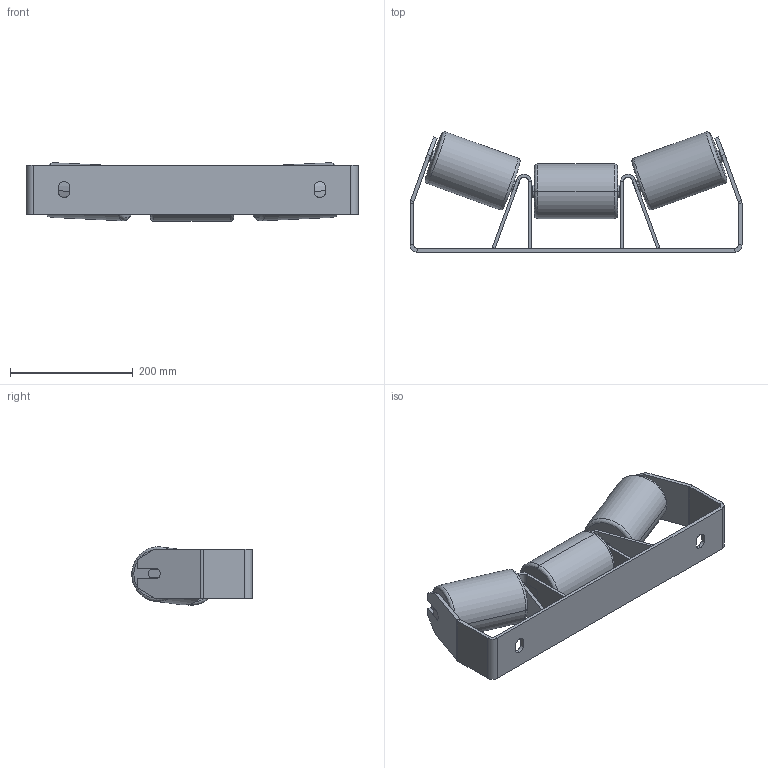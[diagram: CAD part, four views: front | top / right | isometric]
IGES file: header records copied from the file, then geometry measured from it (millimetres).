
Start section: SolidWorks IGES file using analytic representation for surfaces
Global section: file name: Support SNLM 53301 E100 6 B350 20° avec pincement .igs; native system: SolidWorks 2019; preprocessor: SolidWorks 2019; author: guillaume; date: 200222.074820; units: millimetre
Bounding box: 540 x 195.63 x 95.23 mm (x, y, z)
Volume: 524941 mm3; surface area: 509254 mm2
Topology: 3 solids, 9 shells, 281 faces, 690 edges, 440 vertices
Faces by surface type: plane 189, revolution 75, bspline 17
